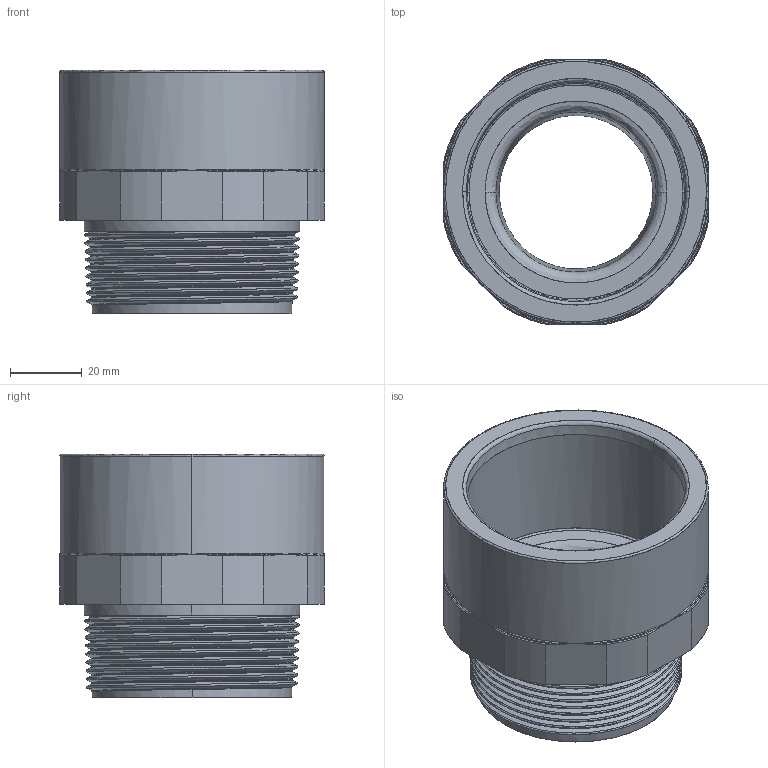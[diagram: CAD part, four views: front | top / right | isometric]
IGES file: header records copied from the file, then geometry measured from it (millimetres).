
Start section: SolidWorks IGES file using NURBS representation for surfaces
Global section: file name: 01 10 1006 019.IGS; native system: SolidWorks 2018; preprocessor: SolidWorks 2018; author: utilizador; date: 180604.142358; units: millimetre
Bounding box: 73.63 x 73.63 x 67.79 mm (x, y, z)
Surface area: 33275.2 mm2 (no closed solid volume)
Topology: 0 solids, 0 shells, 158 faces, 3066 edges, 3034 vertices
Faces by surface type: bspline 158
